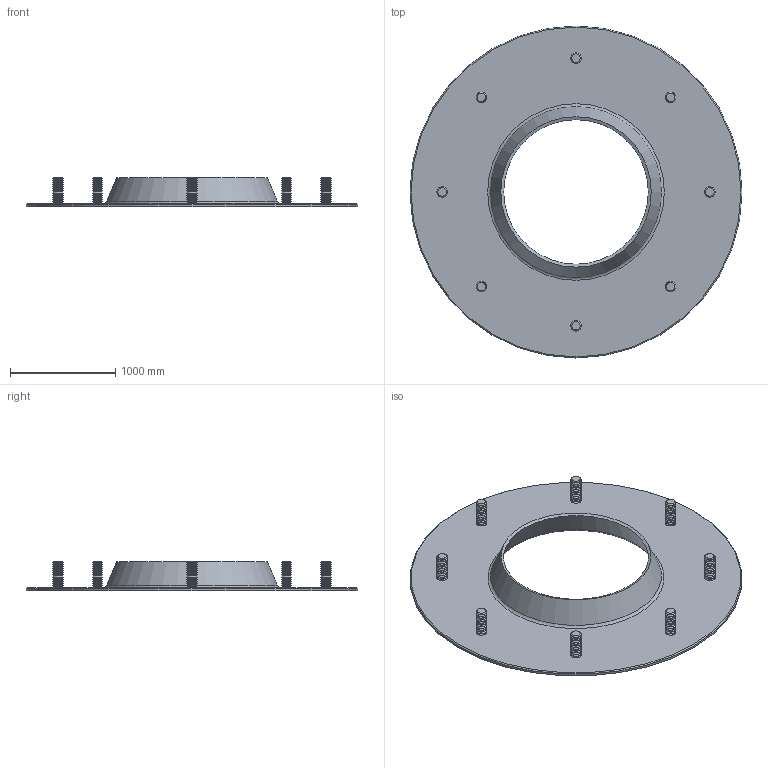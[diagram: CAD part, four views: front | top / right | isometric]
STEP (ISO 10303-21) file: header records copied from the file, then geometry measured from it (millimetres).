
FILE_DESCRIPTION(/* description */ (''),/* implementation_level */ '2;1');
FILE_NAME(/* name */ '21806.125X_3D.stp',/* time_stamp */ '2024-12-12T08:45:13+01:00',/* author */ ('CAD'),/* organization */ (''),/* preprocessor_version */ 'ST-DEVELOPER v20',/* originating_system */ 'AutoCAD Mechanical',/* authorisation */ '');
FILE_SCHEMA (('AUTOMOTIVE_DESIGN { 1 0 10303 214 3 1 1 }'));
Length unit declared in the file: centimetre
Products named in the file (2): Product; *S0
Assembly tree (1 placements, depth 2):
  Product
    *S0
Bounding box: 3150 x 3150 x 280 mm (x, y, z)
Volume: 222872255.4 mm3; surface area: 15311652.8 mm2
Topology: 9 solids, 9 shells, 225 faces, 426 edges, 219 vertices
Faces by surface type: cone 204, plane 18, torus 2, cylinder 1
Full cylindrical faces by diameter (mm): 3150 x1
Entity records: 5520 total; most frequent: DIRECTION 1103, CARTESIAN_POINT 873, ORIENTED_EDGE 852, AXIS2_PLACEMENT_3D 449, EDGE_CURVE 426, EDGE_LOOP 227, FACE_OUTER_BOUND 225, ADVANCED_FACE 225
